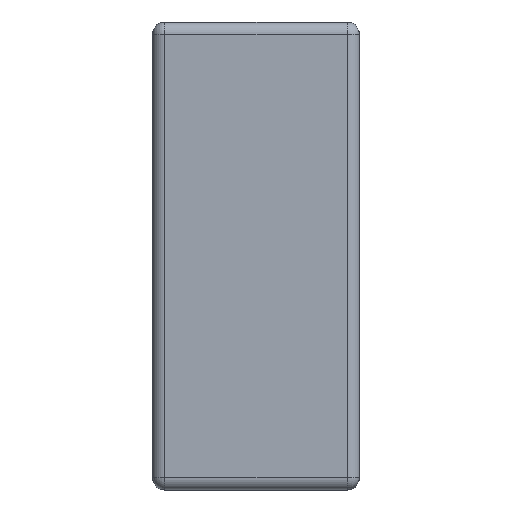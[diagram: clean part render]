
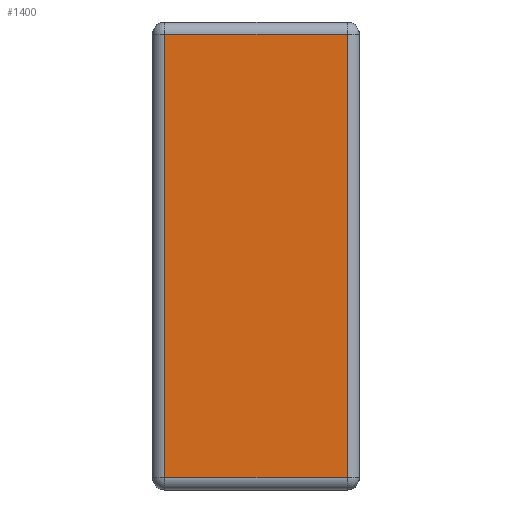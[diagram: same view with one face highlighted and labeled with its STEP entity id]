
A CAD part, left-side view. The second image highlights one B-rep face of the part: STEP entity #1400.
In plain terms, the highlighted planar face has unit normal (-1, 0, 0).
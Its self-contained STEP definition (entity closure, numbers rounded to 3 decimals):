
#819 = FACE_OUTER_BOUND ( 'NONE', #1401, .T. ) ;
#860 = DIRECTION ( 'NONE',  ( 0., 0., -1. ) ) ;
#861 = DIRECTION ( 'NONE',  ( 1., 0., 0. ) ) ;
#862 = CARTESIAN_POINT ( 'NONE',  ( -2.9, 0.84, 0.95 ) ) ;
#863 = AXIS2_PLACEMENT_3D ( 'NONE', #862, #861, #860 ) ;
#864 = PLANE ( 'NONE',  #863 ) ;
#1006 = DIRECTION ( 'NONE',  ( 0., 0., 1. ) ) ;
#1007 = VECTOR ( 'NONE', #1006, 1000. ) ;
#1008 = CARTESIAN_POINT ( 'NONE',  ( -2.9, 0.05, 0.95 ) ) ;
#1009 = LINE ( 'NONE', #1008, #1007 ) ;
#1011 = CARTESIAN_POINT ( 'NONE',  ( -2.9, 0.05, -0.9 ) ) ;
#1012 = DIRECTION ( 'NONE',  ( 0., -1., 0. ) ) ;
#1013 = VECTOR ( 'NONE', #1012, 1000. ) ;
#1014 = CARTESIAN_POINT ( 'NONE',  ( -2.9, 0.84, -0.9 ) ) ;
#1015 = LINE ( 'NONE', #1014, #1013 ) ;
#1016 = CARTESIAN_POINT ( 'NONE',  ( -2.9, 0.79, -0.9 ) ) ;
#1017 = DIRECTION ( 'NONE',  ( 0., 0., -1. ) ) ;
#1018 = VECTOR ( 'NONE', #1017, 1000. ) ;
#1019 = CARTESIAN_POINT ( 'NONE',  ( -2.9, 0.79, 0.95 ) ) ;
#1020 = LINE ( 'NONE', #1019, #1018 ) ;
#1021 = CARTESIAN_POINT ( 'NONE',  ( -2.9, 0.79, 0.9 ) ) ;
#1022 = CARTESIAN_POINT ( 'NONE',  ( -2.9, 0.05, 0.9 ) ) ;
#1023 = DIRECTION ( 'NONE',  ( 0., 1., 0. ) ) ;
#1024 = VECTOR ( 'NONE', #1023, 1000. ) ;
#1025 = CARTESIAN_POINT ( 'NONE',  ( -2.9, 0.84, 0.9 ) ) ;
#1026 = LINE ( 'NONE', #1025, #1024 ) ;
#1400 = ADVANCED_FACE ( 'NONE', ( #819 ), #864, .F. ) ;
#1401 = EDGE_LOOP ( 'NONE', ( #1451, #1455, #1458, #1461 ) ) ;
#1451 = ORIENTED_EDGE ( 'NONE', *, *, #1452, .T. ) ;
#1452 = EDGE_CURVE ( 'NONE', #1453, #1454, #1026, .T. ) ;
#1453 = VERTEX_POINT ( 'NONE', #1022 ) ;
#1454 = VERTEX_POINT ( 'NONE', #1021 ) ;
#1455 = ORIENTED_EDGE ( 'NONE', *, *, #1456, .T. ) ;
#1456 = EDGE_CURVE ( 'NONE', #1454, #1457, #1020, .T. ) ;
#1457 = VERTEX_POINT ( 'NONE', #1016 ) ;
#1458 = ORIENTED_EDGE ( 'NONE', *, *, #1459, .T. ) ;
#1459 = EDGE_CURVE ( 'NONE', #1457, #1460, #1015, .T. ) ;
#1460 = VERTEX_POINT ( 'NONE', #1011 ) ;
#1461 = ORIENTED_EDGE ( 'NONE', *, *, #1462, .T. ) ;
#1462 = EDGE_CURVE ( 'NONE', #1460, #1453, #1009, .T. ) ;
